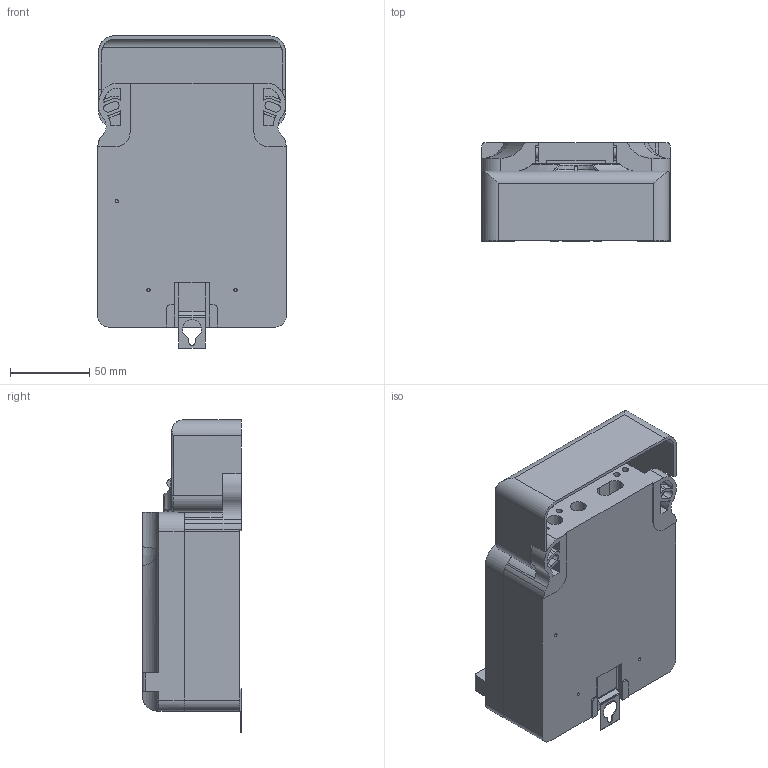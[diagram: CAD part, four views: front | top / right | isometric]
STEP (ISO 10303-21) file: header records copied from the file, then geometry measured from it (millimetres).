
FILE_DESCRIPTION (( 'STEP AP203' ), '1' );
FILE_NAME ('欭殣玁獥捗檠105.STEP', '2018-09-04T07:19:00', ( '' ), ( '' ), 'SwSTEP 2.0', 'SolidWorks 2017', '' );
FILE_SCHEMA (( 'CONFIG_CONTROL_DESIGN' ));
Length unit declared in the file: millimetre
Products named in the file (8): îñíîâàíèå2; 署赅 觐痫篑郷1; Ïîäâåñêà ïðàâèëüíàÿ; Êðûøêà â ñáîðå; 欭殣玁獥捗檠105; Êðûøêà êëåììíàÿ íîâàÿ; 扱闀罻; 扱闀罻_1
Assembly tree (7 placements, depth 3):
  欭殣玁獥捗檠105
    îñíîâàíèå2
    Êðûøêà â ñáîðå
      署赅 觐痫篑郷1
      扱闀罻_1
      扱闀罻
      Êðûøêà êëåììíàÿ íîâàÿ
    Ïîäâåñêà ïðàâèëüíàÿ
Bounding box: 119 x 62.3 x 197.31 mm (x, y, z)
Volume: 324636.2 mm3; surface area: 180889.1 mm2
Topology: 6 solids, 6 shells, 644 faces, 1721 edges, 1126 vertices
Faces by surface type: plane 347, cylinder 234, bspline 24, torus 17, cone 16, sphere 6
Entity records: 22394 total; most frequent: CARTESIAN_POINT 5310, ORIENTED_EDGE 3426, DIRECTION 3368, EDGE_CURVE 1713, AXIS2_PLACEMENT_3D 1158, VERTEX_POINT 1126, VECTOR 1052, LINE 1052
